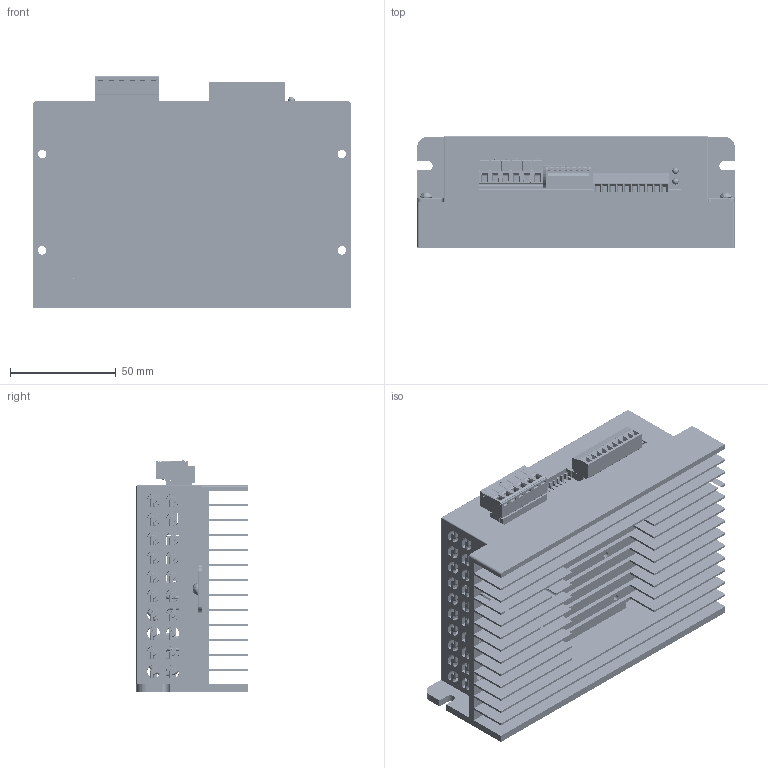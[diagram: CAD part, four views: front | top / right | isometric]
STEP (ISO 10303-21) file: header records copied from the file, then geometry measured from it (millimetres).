
FILE_DESCRIPTION((''),'2;1');
FILE_NAME('RT-R86SV4_0','2025-01-16T09:55:59',('ruiwe'),(''),'CREO PARAMETRIC BY PTC INC, 2021063','CREO PARAMETRIC BY PTC INC, 2021063','');
FILE_SCHEMA(('CONFIG_CONTROL_DESIGN','SHAPE_APPEARANCE_LAYERS_GROUPS'));
Products named in the file (1): RT-R86SV4_0
Bounding box: 150 x 52.61 x 109.33 mm (x, y, z)
Volume: 202826.2 mm3; surface area: 192473.4 mm2
Topology: 72 solids, 2441 shells, 7287 faces, 55230 edges, 50516 vertices
Faces by surface type: plane 5308, cylinder 1090, bspline 400, cone 225, torus 216, sphere 48
Entity records: 763180 total; most frequent: CARTESIAN_POINT 239205, ORIENTED_EDGE 67877, EDGE_CURVE 55178, PRESENTATION_STYLE_ASSIGNMENT 54643, STYLED_ITEM 54242, VERTEX_POINT 50554, CURVE_STYLE 50238, DIRECTION 43720
